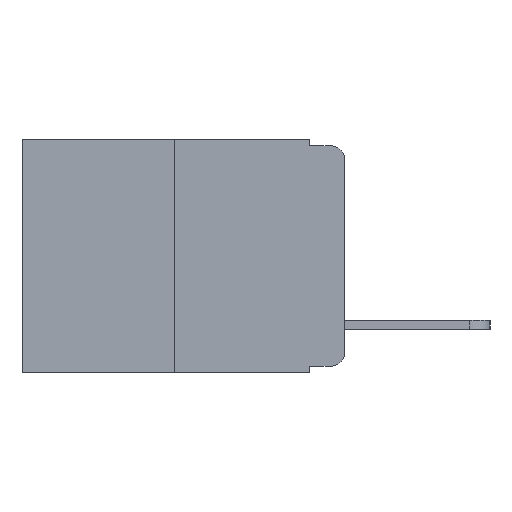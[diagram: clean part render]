
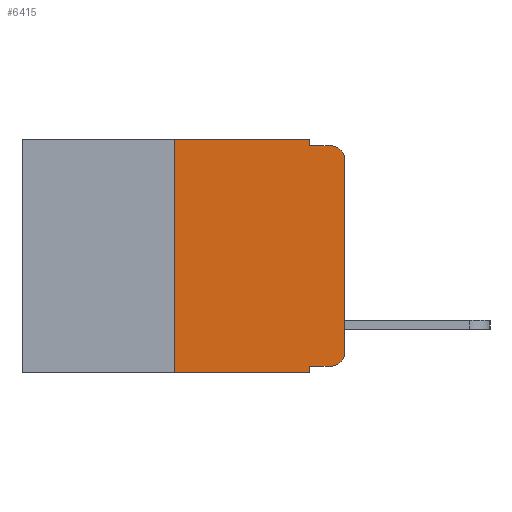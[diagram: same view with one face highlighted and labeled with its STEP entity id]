
A CAD part, left-side view. The second image highlights one B-rep face of the part: STEP entity #6415.
In plain terms, the highlighted planar face has unit normal (-1, 0, 0).
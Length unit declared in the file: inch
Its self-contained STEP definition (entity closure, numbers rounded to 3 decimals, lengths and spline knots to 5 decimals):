
#291 = CARTESIAN_POINT ( 'NONE',  ( 0., 0.051, -0.01 ) ) ;
#310 = AXIS2_PLACEMENT_3D ( 'NONE', #7147, #1408, #1369 ) ;
#314 = CARTESIAN_POINT ( 'NONE',  ( 0., 0.051, -0.333 ) ) ;
#507 = VECTOR ( 'NONE', #4342, 39.37008 ) ;
#543 = CIRCLE ( 'NONE', #310, 0.02 ) ;
#680 = EDGE_CURVE ( 'NONE', #3502, #4793, #2128, .T. ) ;
#722 = LINE ( 'NONE', #9846, #9634 ) ;
#818 = DIRECTION ( 'NONE',  ( 0., -1., 0. ) ) ;
#890 = DIRECTION ( 'NONE',  ( 0., 0., -1. ) ) ;
#937 = EDGE_CURVE ( 'NONE', #4248, #6251, #8876, .T. ) ;
#956 = CARTESIAN_POINT ( 'NONE',  ( 0., 0.25, -0.343 ) ) ;
#1162 = ORIENTED_EDGE ( 'NONE', *, *, #2043, .T. ) ;
#1270 = VECTOR ( 'NONE', #3104, 39.37008 ) ;
#1310 = VECTOR ( 'NONE', #818, 39.37008 ) ;
#1344 = CARTESIAN_POINT ( 'NONE',  ( 0., 0.473, -0.343 ) ) ;
#1369 = DIRECTION ( 'NONE',  ( 0., 0., -1. ) ) ;
#1392 = EDGE_CURVE ( 'NONE', #10648, #9188, #9683, .T. ) ;
#1408 = DIRECTION ( 'NONE',  ( -1., 0., 0. ) ) ;
#1522 = DIRECTION ( 'NONE',  ( 0., 0., 1. ) ) ;
#1537 = CARTESIAN_POINT ( 'NONE',  ( 0., 0.25, 0. ) ) ;
#1737 = EDGE_CURVE ( 'NONE', #4793, #9163, #7926, .T. ) ;
#1813 = ORIENTED_EDGE ( 'NONE', *, *, #4372, .F. ) ;
#1911 = VECTOR ( 'NONE', #1522, 39.37008 ) ;
#1992 = DIRECTION ( 'NONE',  ( 0., -1., 0. ) ) ;
#2043 = EDGE_CURVE ( 'NONE', #10426, #9373, #543, .T. ) ;
#2128 = LINE ( 'NONE', #2397, #1310 ) ;
#2244 = EDGE_CURVE ( 'NONE', #4248, #6204, #9644, .T. ) ;
#2397 = CARTESIAN_POINT ( 'NONE',  ( 0., 0.051, -0.333 ) ) ;
#2475 = ORIENTED_EDGE ( 'NONE', *, *, #3572, .F. ) ;
#2522 = EDGE_LOOP ( 'NONE', ( #8893, #1162, #1813, #3548, #2475, #7699, #8095, #7412, #3949, #2987 ) ) ;
#2674 = PLANE ( 'NONE',  #6410 ) ;
#2756 = DIRECTION ( 'NONE',  ( 1., 0., 0. ) ) ;
#2987 = ORIENTED_EDGE ( 'NONE', *, *, #1737, .T. ) ;
#3085 = EDGE_CURVE ( 'NONE', #3502, #6204, #722, .T. ) ;
#3104 = DIRECTION ( 'NONE',  ( 0., -1., 0. ) ) ;
#3502 = VERTEX_POINT ( 'NONE', #314 ) ;
#3548 = ORIENTED_EDGE ( 'NONE', *, *, #1392, .F. ) ;
#3572 = EDGE_CURVE ( 'NONE', #6251, #10648, #5674, .T. ) ;
#3787 = CARTESIAN_POINT ( 'NONE',  ( 0., 0.051, -0.343 ) ) ;
#3937 = DIRECTION ( 'NONE',  ( -1., 0., 0. ) ) ;
#3949 = ORIENTED_EDGE ( 'NONE', *, *, #680, .T. ) ;
#3979 = DIRECTION ( 'NONE',  ( 0., 0., -1. ) ) ;
#4071 = EDGE_CURVE ( 'NONE', #9163, #10426, #6757, .T. ) ;
#4248 = VERTEX_POINT ( 'NONE', #956 ) ;
#4325 = VECTOR ( 'NONE', #4745, 39.37008 ) ;
#4342 = DIRECTION ( 'NONE',  ( 0., 0., 1. ) ) ;
#4372 = EDGE_CURVE ( 'NONE', #9188, #9373, #8661, .T. ) ;
#4392 = CARTESIAN_POINT ( 'NONE',  ( 0., 0.473, 0. ) ) ;
#4721 = CARTESIAN_POINT ( 'NONE',  ( 0., 0.02, -0.01 ) ) ;
#4745 = DIRECTION ( 'NONE',  ( 0., -1., 0. ) ) ;
#4793 = VERTEX_POINT ( 'NONE', #8054 ) ;
#4922 = CARTESIAN_POINT ( 'NONE',  ( 0., 0., 0. ) ) ;
#5163 = CARTESIAN_POINT ( 'NONE',  ( 0., 0.25, 0. ) ) ;
#5465 = CARTESIAN_POINT ( 'NONE',  ( 0., 0.473, 0. ) ) ;
#5674 = LINE ( 'NONE', #5465, #10658 ) ;
#6204 = VERTEX_POINT ( 'NONE', #3787 ) ;
#6251 = VERTEX_POINT ( 'NONE', #1537 ) ;
#6410 = AXIS2_PLACEMENT_3D ( 'NONE', #4392, #2756, #8786 ) ;
#6415 = ADVANCED_FACE ( 'NONE', ( #8772 ), #2674, .F. ) ;
#6757 = LINE ( 'NONE', #4922, #1911 ) ;
#6826 = CARTESIAN_POINT ( 'NONE',  ( 0., 0.051, 0. ) ) ;
#6837 = VECTOR ( 'NONE', #890, 39.37008 ) ;
#7010 = AXIS2_PLACEMENT_3D ( 'NONE', #9160, #3937, #3979 ) ;
#7147 = CARTESIAN_POINT ( 'NONE',  ( 0., 0.02, -0.03 ) ) ;
#7412 = ORIENTED_EDGE ( 'NONE', *, *, #3085, .F. ) ;
#7699 = ORIENTED_EDGE ( 'NONE', *, *, #937, .F. ) ;
#7926 = CIRCLE ( 'NONE', #7010, 0.02 ) ;
#8054 = CARTESIAN_POINT ( 'NONE',  ( 0., 0.02, -0.333 ) ) ;
#8095 = ORIENTED_EDGE ( 'NONE', *, *, #2244, .T. ) ;
#8191 = CARTESIAN_POINT ( 'NONE',  ( 0., 0.051, 0. ) ) ;
#8661 = LINE ( 'NONE', #10843, #4325 ) ;
#8772 = FACE_OUTER_BOUND ( 'NONE', #2522, .T. ) ;
#8786 = DIRECTION ( 'NONE',  ( 0., 0., -1. ) ) ;
#8876 = LINE ( 'NONE', #5163, #507 ) ;
#8893 = ORIENTED_EDGE ( 'NONE', *, *, #4071, .T. ) ;
#9160 = CARTESIAN_POINT ( 'NONE',  ( 0., 0.02, -0.313 ) ) ;
#9163 = VERTEX_POINT ( 'NONE', #9554 ) ;
#9188 = VERTEX_POINT ( 'NONE', #291 ) ;
#9373 = VERTEX_POINT ( 'NONE', #4721 ) ;
#9554 = CARTESIAN_POINT ( 'NONE',  ( 0., 0., -0.313 ) ) ;
#9634 = VECTOR ( 'NONE', #10897, 39.37008 ) ;
#9644 = LINE ( 'NONE', #1344, #1270 ) ;
#9683 = LINE ( 'NONE', #6826, #6837 ) ;
#9716 = CARTESIAN_POINT ( 'NONE',  ( 0., 0., -0.03 ) ) ;
#9846 = CARTESIAN_POINT ( 'NONE',  ( 0., 0.051, 0. ) ) ;
#10426 = VERTEX_POINT ( 'NONE', #9716 ) ;
#10648 = VERTEX_POINT ( 'NONE', #8191 ) ;
#10658 = VECTOR ( 'NONE', #1992, 39.37008 ) ;
#10843 = CARTESIAN_POINT ( 'NONE',  ( 0., 0.051, -0.01 ) ) ;
#10897 = DIRECTION ( 'NONE',  ( 0., 0., -1. ) ) ;
